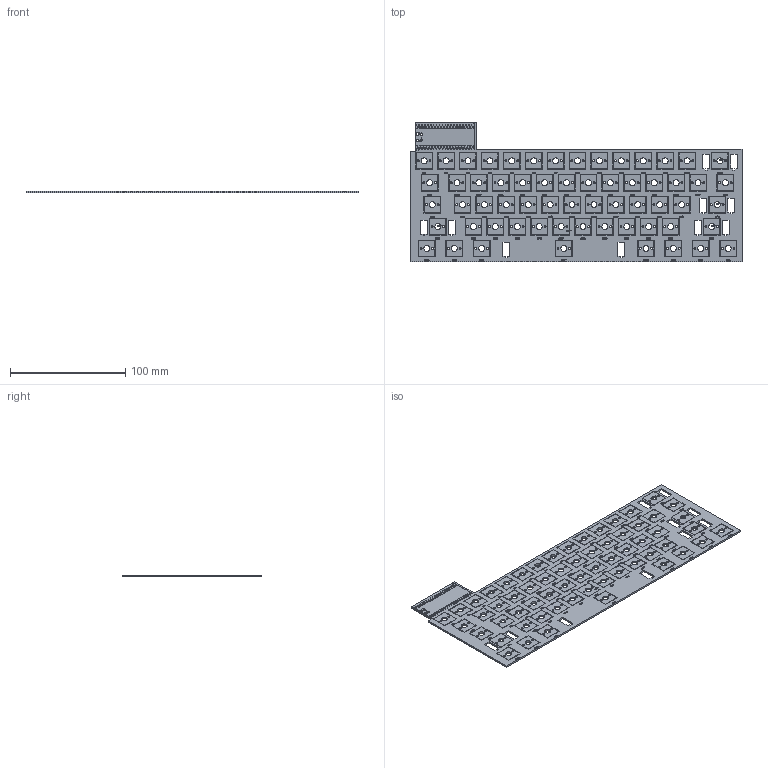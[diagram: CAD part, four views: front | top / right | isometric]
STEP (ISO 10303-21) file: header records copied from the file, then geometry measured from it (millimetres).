
FILE_DESCRIPTION(('KiCad electronic assembly'),'2;1');
FILE_NAME('MagStrike.step','2025-10-31T19:28:17',('Pcbnew'),('Kicad'), 'Open CASCADE STEP processor 7.9','KiCad to STEP converter','Unknown' );
FILE_SCHEMA(('AUTOMOTIVE_DESIGN { 1 0 10303 214 1 1 1 1 }'));
Length unit declared in the file: millimetre
Products named in the file (4): MagStrike 1; MagStrike_silkscreen; MagStrike_PCB
Assembly tree (3 placements, depth 2):
  MagStrike 1
    MagStrike_silkscreen
    MagStrike_silkscreen
    MagStrike_PCB
Bounding box: 288.68 x 121.49 x 1.66 mm (x, y, z)
Volume: 40881.1 mm3; surface area: 59491.3 mm2
Topology: 1 solids, 490 shells, 811 faces, 8999 edges, 8679 vertices
Faces by surface type: plane 584, cylinder 227
Full cylindrical faces by diameter (mm): 1 x40, 1.7 x122, 1.85 x2, 2.2 x2, 5.2 x61
Entity records: 88073 total; most frequent: CARTESIAN_POINT 18493, DIRECTION 13169, ORIENTED_EDGE 9959, EDGE_CURVE 8999, VERTEX_POINT 8679, LINE 6459, VECTOR 6459, AXIS2_PLACEMENT_3D 3355
